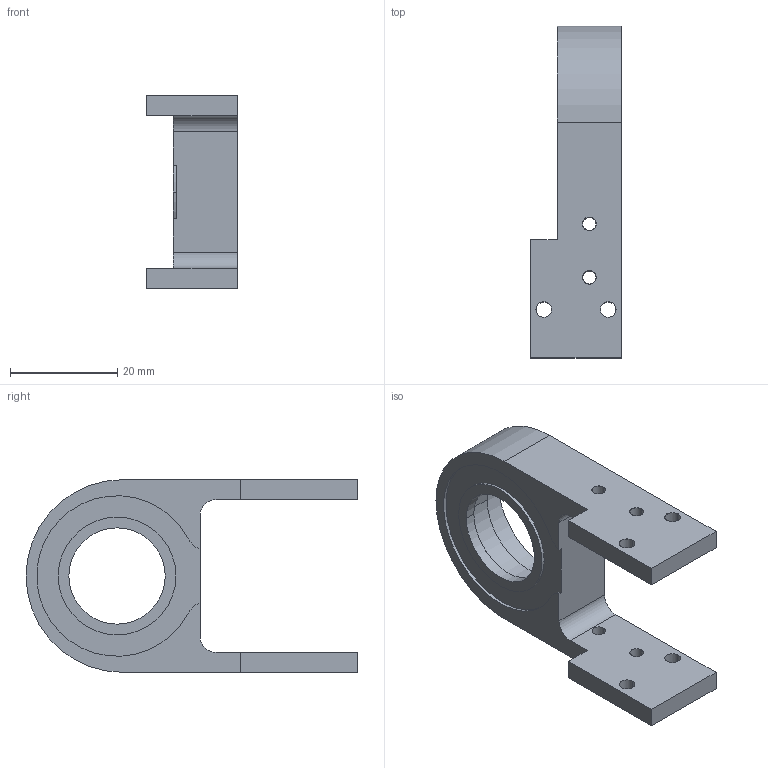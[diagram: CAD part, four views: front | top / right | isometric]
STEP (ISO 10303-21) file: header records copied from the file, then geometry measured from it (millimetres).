
FILE_DESCRIPTION (( 'STEP AP214' ), '1' );
FILE_NAME ('mnp_01.STEP', '2025-02-23T23:25:54', ( '' ), ( '' ), 'SwSTEP 2.0', 'SolidWorks 2024', '' );
FILE_SCHEMA (( 'AUTOMOTIVE_DESIGN' ));
Length unit declared in the file: millimetre
Products named in the file (1): mnp_01
Bounding box: 17 x 62 x 36 mm (x, y, z)
Volume: 10794.4 mm3; surface area: 6517 mm2
Topology: 1 solids, 1 shells, 58 faces, 148 edges, 96 vertices
Faces by surface type: cylinder 32, plane 18, cone 8
Entity records: 1839 total; most frequent: DIRECTION 338, CARTESIAN_POINT 303, ORIENTED_EDGE 296, EDGE_CURVE 148, AXIS2_PLACEMENT_3D 131, VERTEX_POINT 96, EDGE_LOOP 80, LINE 76
